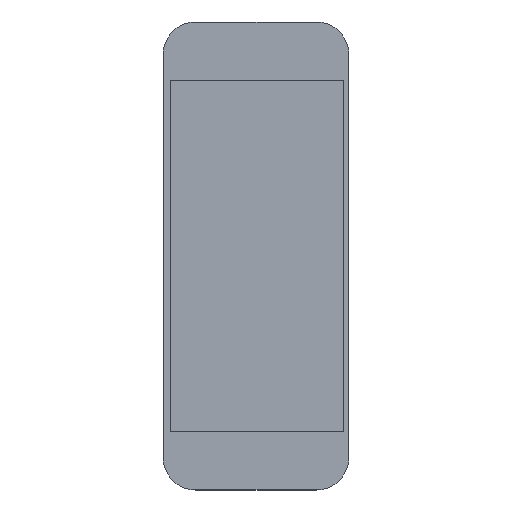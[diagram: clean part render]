
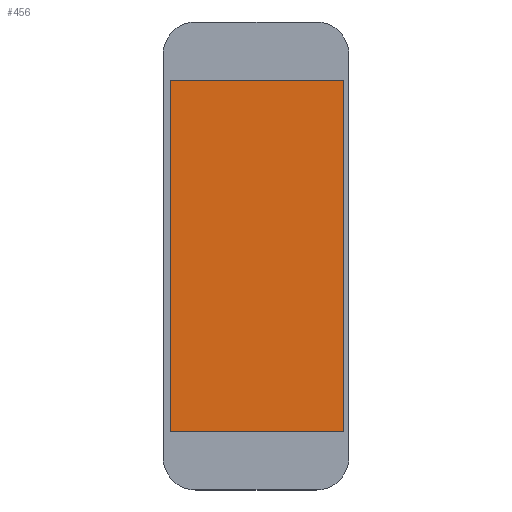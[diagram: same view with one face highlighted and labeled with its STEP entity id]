
A CAD part, top view. The second image highlights one B-rep face of the part: STEP entity #456.
In plain terms, the highlighted planar face has unit normal (0, 0, 1).
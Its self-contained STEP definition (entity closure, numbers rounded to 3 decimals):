
#355=CARTESIAN_POINT('',(70.984,13.,-2.257));
#356=VERTEX_POINT('',#355);
#363=CARTESIAN_POINT('',(70.984,-13.,-2.257));
#364=VERTEX_POINT('',#363);
#365=CARTESIAN_POINT('',(70.984,-13.,-2.257));
#366=DIRECTION('',(0.,1.,0.));
#367=VECTOR('',#366,26.);
#368=LINE('',#365,#367);
#369=EDGE_CURVE('',#364,#356,#368,.T.);
#386=CARTESIAN_POINT('',(58.184,-13.,-2.257));
#387=VERTEX_POINT('',#386);
#394=CARTESIAN_POINT('',(58.184,13.,-2.257));
#395=VERTEX_POINT('',#394);
#396=CARTESIAN_POINT('',(58.184,-13.,-2.257));
#397=DIRECTION('',(0.,1.,0.));
#398=VECTOR('',#397,26.);
#399=LINE('',#396,#398);
#400=EDGE_CURVE('',#387,#395,#399,.T.);
#417=CARTESIAN_POINT('',(70.984,-13.,-2.257));
#418=DIRECTION('',(-1.,0.,-0.));
#419=VECTOR('',#418,12.8);
#420=LINE('',#417,#419);
#421=EDGE_CURVE('',#364,#387,#420,.T.);
#434=CARTESIAN_POINT('',(70.984,13.,-2.257));
#435=DIRECTION('',(-1.,0.,-0.));
#436=VECTOR('',#435,12.8);
#437=LINE('',#434,#436);
#438=EDGE_CURVE('',#356,#395,#437,.T.);
#445=CARTESIAN_POINT('',(67.984,-12.5,-2.257));
#446=DIRECTION('',(-0.,0.,1.));
#447=DIRECTION('',(-1.,0.,-0.));
#448=AXIS2_PLACEMENT_3D('',#445,#446,#447);
#449=PLANE('',#448);
#450=ORIENTED_EDGE('',*,*,#369,.T.);
#451=ORIENTED_EDGE('',*,*,#438,.T.);
#452=ORIENTED_EDGE('',*,*,#400,.F.);
#453=ORIENTED_EDGE('',*,*,#421,.F.);
#454=EDGE_LOOP('',(#450,#451,#452,#453));
#455=FACE_BOUND('',#454,.T.);
#456=ADVANCED_FACE('',(#455),#449,.T.);
